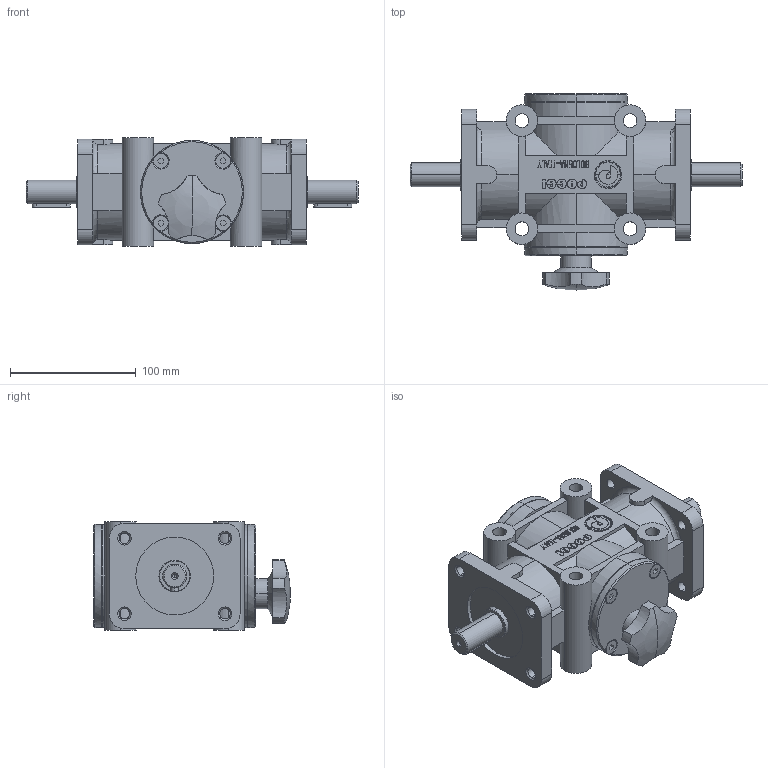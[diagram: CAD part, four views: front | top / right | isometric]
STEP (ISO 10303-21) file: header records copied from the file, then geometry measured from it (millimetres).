
FILE_DESCRIPTION(('STEP AP214'),'1');
FILE_NAME('182020.stp','2017-01-12T13:03:43',('TraceParts'),('TraceParts S.A.'),'Spatial InterOp 3D',' ',' ');
FILE_SCHEMA(('automotive_design'));
Length unit declared in the file: millimetre
Products named in the file (1): 1
Bounding box: 264 x 156.5 x 86 mm (x, y, z)
Volume: 1430526.8 mm3; surface area: 135271.6 mm2
Topology: 1 solids, 1 shells, 1093 faces, 2954 edges, 1945 vertices
Faces by surface type: plane 495, extrusion 342, cylinder 172, cone 74, torus 8, sphere 2
Entity records: 61630 total; most frequent: CARTESIAN_POINT 27013, ORIENTED_EDGE 5896, DIRECTION 4204, EDGE_CURVE 2948, VERTEX_POINT 1945, VECTOR 1744, B_SPLINE_CURVE_WITH_KNOTS 1410, LINE 1402
